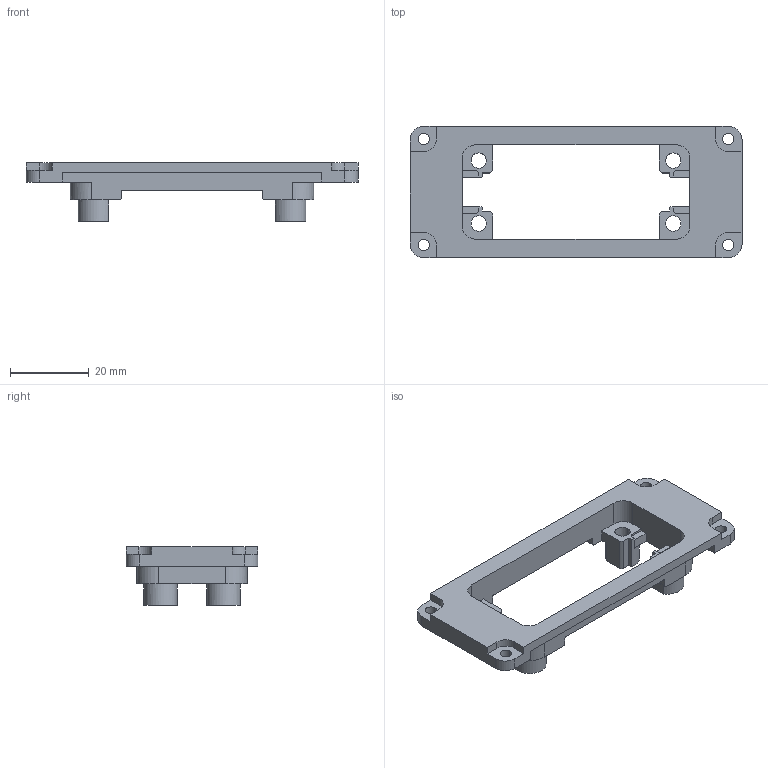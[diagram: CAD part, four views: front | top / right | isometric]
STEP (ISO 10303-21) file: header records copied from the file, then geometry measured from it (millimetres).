
FILE_DESCRIPTION(('Creo Elements/Direct Modeling STEP Export'),'2;1');
FILE_NAME('0lndrr03qu606ad2604','2015-05-28T12:00:51',(''),(''),'Creo Elements/Direct Modeling STEP processor for AP214 (Solid Model)','Creo Elements/Direct Modeling 18.1F 24-Jul-2014 (C) Parametric Technology GmbH','');
FILE_SCHEMA(('AUTOMOTIVE_DESIGN { 1 0 10303 214 1 1 1 1 }'));
Length unit declared in the file: millimetre
Products named in the file (1): CR_15-16
Bounding box: 84.5 x 33.5 x 15 mm (x, y, z)
Volume: 7394.1 mm3; surface area: 7829.7 mm2
Topology: 1 solids, 1 shells, 145 faces, 428 edges, 284 vertices
Faces by surface type: plane 89, cylinder 56
Entity records: 5897 total; most frequent: ORIENTED_EDGE 856, CARTESIAN_POINT 823, DIRECTION 774, EDGE_CURVE 428, VECTOR 304, LINE 304, VERTEX_POINT 284, AXIS2_PLACEMENT_3D 235
